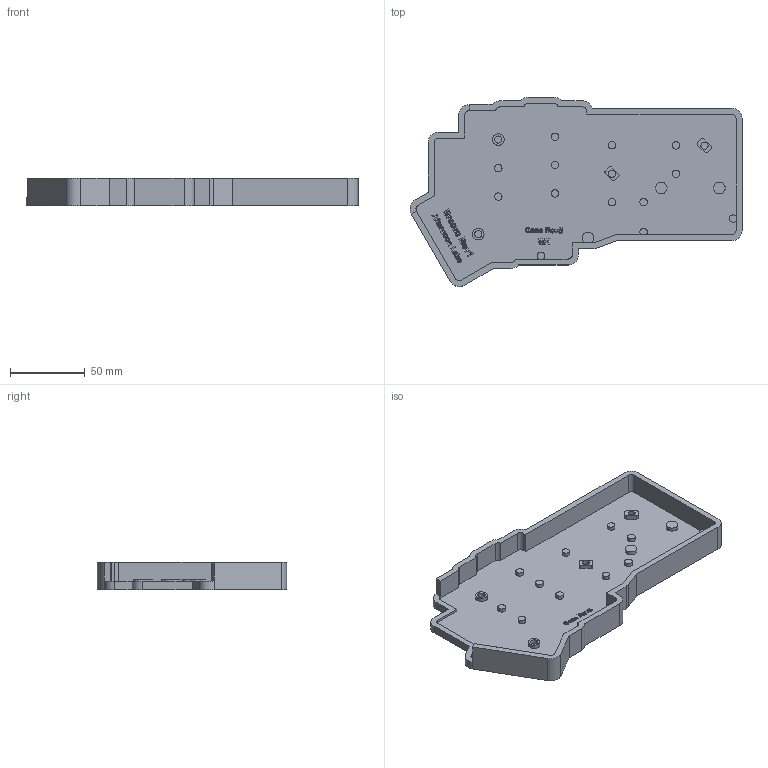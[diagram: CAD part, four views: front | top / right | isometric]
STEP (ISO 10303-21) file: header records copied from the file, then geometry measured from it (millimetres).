
FILE_DESCRIPTION(/* description */ (''),/* implementation_level */ '2;1');
FILE_NAME(/* name */ 'BreezeR1MXRightCaseR5.step',/* time_stamp */ '2021-04-14T17:07:32-07:00',/* author */ (''),/* organization */ (''),/* preprocessor_version */ 'ST-DEVELOPER v18.1',/* originating_system */ 'Autodesk Translation Framework v9.10.0.1330',/* authorisation */ '');
FILE_SCHEMA (('AUTOMOTIVE_DESIGN { 1 0 10303 214 3 1 1 }'));
Length unit declared in the file: millimetre
Products named in the file (1): Right Hand
Bounding box: 222.55 x 126.85 x 18.1 mm (x, y, z)
Volume: 115433.2 mm3; surface area: 61249 mm2
Topology: 1 solids, 1 shells, 804 faces, 2192 edges, 1460 vertices
Faces by surface type: bspline 417, plane 331, cylinder 56
Full cylindrical faces by diameter (mm): 4.8 x4, 5 x10, 7.8 x4
Entity records: 29166 total; most frequent: CARTESIAN_POINT 11546, ORIENTED_EDGE 4384, DIRECTION 2246, EDGE_CURVE 2192, VERTEX_POINT 1460, LINE 1246, VECTOR 1246, EDGE_LOOP 874
